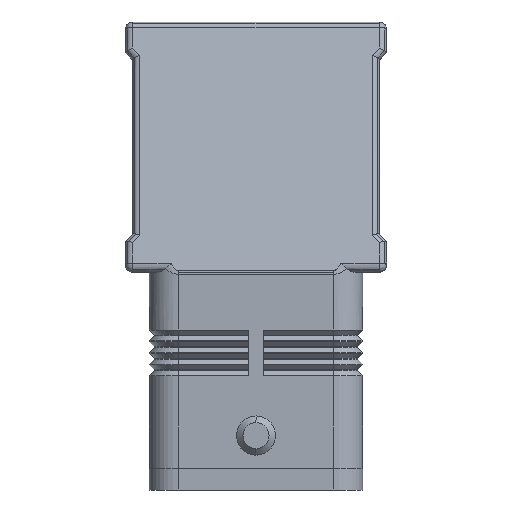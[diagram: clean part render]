
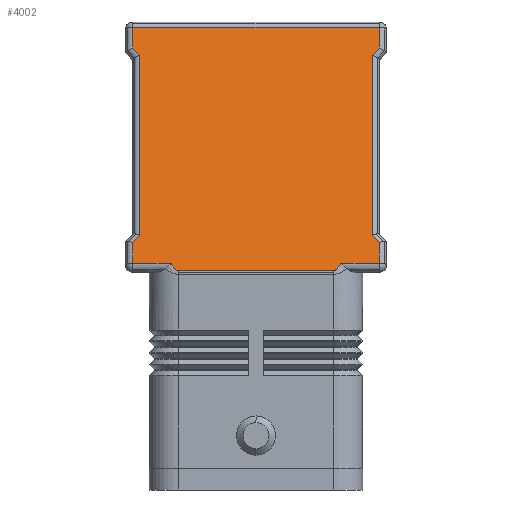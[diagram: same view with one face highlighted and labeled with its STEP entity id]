
A CAD part, left-side view. The second image highlights one B-rep face of the part: STEP entity #4002.
In plain terms, the highlighted planar face has unit normal (-0.968, 0, 0.252).
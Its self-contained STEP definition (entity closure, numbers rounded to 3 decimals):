
#249=CARTESIAN_POINT('',(-31.173,-17.0,31.252));
#250=VERTEX_POINT('',#249);
#258=CARTESIAN_POINT('',(-31.173,-11.69,31.252));
#259=VERTEX_POINT('',#258);
#260=CARTESIAN_POINT('',(-31.173,-17.0,31.252));
#261=DIRECTION('',(0.0,1.0,0.0));
#262=VECTOR('',#261,5.31);
#263=LINE('',#260,#262);
#264=EDGE_CURVE('',#250,#259,#263,.T.);
#414=CARTESIAN_POINT('',(-31.173,11.69,31.252));
#415=VERTEX_POINT('',#414);
#431=CARTESIAN_POINT('',(-31.173,17.0,31.252));
#432=VERTEX_POINT('',#431);
#433=CARTESIAN_POINT('',(-31.173,11.69,31.252));
#434=DIRECTION('',(0.0,1.0,0.0));
#435=VECTOR('',#434,5.31);
#436=LINE('',#433,#435);
#437=EDGE_CURVE('',#415,#432,#436,.T.);
#960=CARTESIAN_POINT('',(-22.695,17.0,63.752));
#961=VERTEX_POINT('',#960);
#969=CARTESIAN_POINT('',(-22.695,-17.0,63.752));
#970=VERTEX_POINT('',#969);
#971=CARTESIAN_POINT('',(-22.695,17.0,63.752));
#972=DIRECTION('',(0.0,-1.0,0.0));
#973=VECTOR('',#972,34.0);
#974=LINE('',#971,#973);
#975=EDGE_CURVE('',#961,#970,#974,.T.);
#1723=CARTESIAN_POINT('',(-31.435,-10.7,30.248));
#1724=VERTEX_POINT('',#1723);
#1732=CARTESIAN_POINT('',(-31.435,10.7,30.248));
#1733=VERTEX_POINT('',#1732);
#1734=CARTESIAN_POINT('',(-31.435,-10.7,30.248));
#1735=DIRECTION('',(0.0,1.0,0.0));
#1736=VECTOR('',#1735,21.4);
#1737=LINE('',#1734,#1736);
#1738=EDGE_CURVE('',#1724,#1733,#1737,.T.);
#3707=CARTESIAN_POINT('',(-29.435,-10.7,37.915));
#3708=DIRECTION('',(0.968,0.0,-0.252));
#3709=DIRECTION('',(-0.252,0.0,-0.968));
#3710=AXIS2_PLACEMENT_3D('',#3707,#3708,#3709);
#3711=ELLIPSE('',#3710,7.923,2.0);
#3712=EDGE_CURVE('',#259,#1724,#3711,.T.);
#3903=CARTESIAN_POINT('',(-29.435,10.7,37.915));
#3904=DIRECTION('',(0.968,0.0,-0.252));
#3905=DIRECTION('',(-0.252,0.0,-0.968));
#3906=AXIS2_PLACEMENT_3D('',#3903,#3904,#3905);
#3907=ELLIPSE('',#3906,7.923,2.0);
#3908=EDGE_CURVE('',#1733,#415,#3907,.T.);
#3913=CARTESIAN_POINT('',(-22.5,0.0,64.5));
#3914=DIRECTION('',(-0.968,0.0,0.252));
#3915=DIRECTION('',(0.252,0.0,0.968));
#3916=AXIS2_PLACEMENT_3D('',#3913,#3914,#3915);
#3917=PLANE('',#3916);
#3918=ORIENTED_EDGE('',*,*,#437,.F.);
#3919=ORIENTED_EDGE('',*,*,#3908,.F.);
#3920=ORIENTED_EDGE('',*,*,#1738,.F.);
#3921=ORIENTED_EDGE('',*,*,#3712,.F.);
#3922=ORIENTED_EDGE('',*,*,#264,.F.);
#3923=CARTESIAN_POINT('',(-30.434,-17.0,34.088));
#3924=VERTEX_POINT('',#3923);
#3925=CARTESIAN_POINT('',(-30.434,-17.0,34.088));
#3926=DIRECTION('',(-0.252,0.0,-0.968));
#3927=VECTOR('',#3926,2.931);
#3928=LINE('',#3925,#3927);
#3929=EDGE_CURVE('',#3924,#250,#3928,.T.);
#3930=ORIENTED_EDGE('',*,*,#3929,.F.);
#3931=CARTESIAN_POINT('',(-30.173,-16.,35.088));
#3932=VERTEX_POINT('',#3931);
#3933=CARTESIAN_POINT('',(-30.173,-16.,35.088));
#3934=DIRECTION('',(-0.181,-0.695,-0.695));
#3935=VECTOR('',#3934,1.438);
#3936=LINE('',#3933,#3935);
#3937=EDGE_CURVE('',#3932,#3924,#3936,.T.);
#3938=ORIENTED_EDGE('',*,*,#3937,.F.);
#3939=CARTESIAN_POINT('',(-23.696,-16.,59.917));
#3940=VERTEX_POINT('',#3939);
#3941=CARTESIAN_POINT('',(-23.696,-16.,59.917));
#3942=DIRECTION('',(-0.252,0.,-0.968));
#3943=VECTOR('',#3942,25.659);
#3944=LINE('',#3941,#3943);
#3945=EDGE_CURVE('',#3940,#3932,#3944,.T.);
#3946=ORIENTED_EDGE('',*,*,#3945,.F.);
#3947=CARTESIAN_POINT('',(-23.435,-17.0,60.917));
#3948=VERTEX_POINT('',#3947);
#3949=CARTESIAN_POINT('',(-23.435,-17.0,60.917));
#3950=DIRECTION('',(-0.181,0.695,-0.695));
#3951=VECTOR('',#3950,1.438);
#3952=LINE('',#3949,#3951);
#3953=EDGE_CURVE('',#3948,#3940,#3952,.T.);
#3954=ORIENTED_EDGE('',*,*,#3953,.F.);
#3955=CARTESIAN_POINT('',(-22.695,-17.0,63.752));
#3956=DIRECTION('',(-0.252,0.0,-0.968));
#3957=VECTOR('',#3956,2.931);
#3958=LINE('',#3955,#3957);
#3959=EDGE_CURVE('',#970,#3948,#3958,.T.);
#3960=ORIENTED_EDGE('',*,*,#3959,.F.);
#3961=ORIENTED_EDGE('',*,*,#975,.F.);
#3962=CARTESIAN_POINT('',(-23.435,17.0,60.917));
#3963=VERTEX_POINT('',#3962);
#3964=CARTESIAN_POINT('',(-23.435,17.0,60.917));
#3965=DIRECTION('',(0.252,0.0,0.968));
#3966=VECTOR('',#3965,2.931);
#3967=LINE('',#3964,#3966);
#3968=EDGE_CURVE('',#3963,#961,#3967,.T.);
#3969=ORIENTED_EDGE('',*,*,#3968,.F.);
#3970=CARTESIAN_POINT('',(-23.696,16.,59.917));
#3971=VERTEX_POINT('',#3970);
#3972=CARTESIAN_POINT('',(-23.696,16.,59.917));
#3973=DIRECTION('',(0.181,0.695,0.695));
#3974=VECTOR('',#3973,1.438);
#3975=LINE('',#3972,#3974);
#3976=EDGE_CURVE('',#3971,#3963,#3975,.T.);
#3977=ORIENTED_EDGE('',*,*,#3976,.F.);
#3978=CARTESIAN_POINT('',(-30.173,16.,35.088));
#3979=VERTEX_POINT('',#3978);
#3980=CARTESIAN_POINT('',(-30.173,16.,35.088));
#3981=DIRECTION('',(0.252,0.,0.968));
#3982=VECTOR('',#3981,25.659);
#3983=LINE('',#3980,#3982);
#3984=EDGE_CURVE('',#3979,#3971,#3983,.T.);
#3985=ORIENTED_EDGE('',*,*,#3984,.F.);
#3986=CARTESIAN_POINT('',(-30.434,17.0,34.088));
#3987=VERTEX_POINT('',#3986);
#3988=CARTESIAN_POINT('',(-30.434,17.0,34.088));
#3989=DIRECTION('',(0.181,-0.695,0.695));
#3990=VECTOR('',#3989,1.438);
#3991=LINE('',#3988,#3990);
#3992=EDGE_CURVE('',#3987,#3979,#3991,.T.);
#3993=ORIENTED_EDGE('',*,*,#3992,.F.);
#3994=CARTESIAN_POINT('',(-31.173,17.0,31.252));
#3995=DIRECTION('',(0.252,0.0,0.968));
#3996=VECTOR('',#3995,2.931);
#3997=LINE('',#3994,#3996);
#3998=EDGE_CURVE('',#432,#3987,#3997,.T.);
#3999=ORIENTED_EDGE('',*,*,#3998,.F.);
#4000=EDGE_LOOP('',(#3918,#3919,#3920,#3921,#3922,#3930,#3938,#3946,#3954,#3960,#3961,#3969,#3977,#3985,#3993,#3999));
#4001=FACE_OUTER_BOUND('',#4000,.T.);
#4002=ADVANCED_FACE('',(#4001),#3917,.T.);
